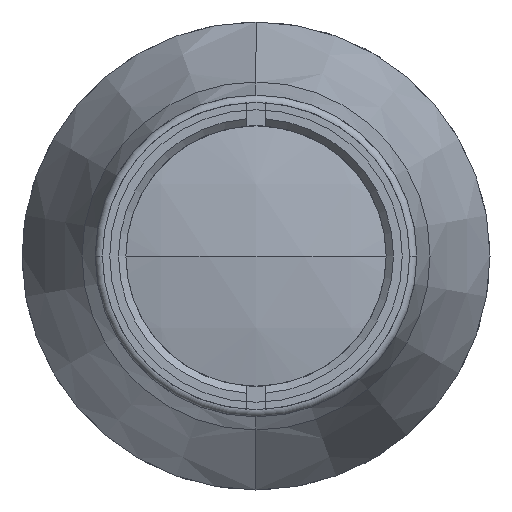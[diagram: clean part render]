
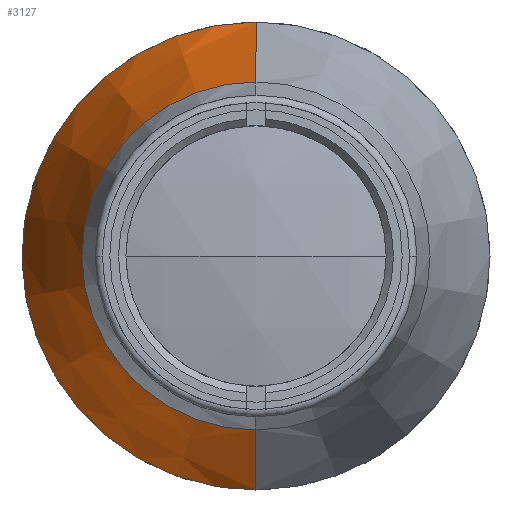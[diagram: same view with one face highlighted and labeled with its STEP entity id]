
A CAD part, left-side view. The second image highlights one B-rep face of the part: STEP entity #3127.
In plain terms, the highlighted conical face has half-angle 20 degrees and reference radius 32 mm.
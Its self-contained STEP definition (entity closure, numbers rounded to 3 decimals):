
#269 = VECTOR ( 'NONE', #3642, 1000. ) ;
#820 = CARTESIAN_POINT ( 'NONE',  ( 93.985, 0., -23.8 ) ) ;
#823 = VECTOR ( 'NONE', #3652, 1000. ) ;
#1066 = LINE ( 'NONE', #1496, #269 ) ;
#1172 = DIRECTION ( 'NONE',  ( 0., 0., 1. ) ) ;
#1188 = EDGE_CURVE ( 'NONE', #1686, #2196, #2274, .T. ) ;
#1197 = CARTESIAN_POINT ( 'NONE',  ( 116.515, 0., 0. ) ) ;
#1238 = CARTESIAN_POINT ( 'NONE',  ( 116.515, 0., 32. ) ) ;
#1316 = LINE ( 'NONE', #3089, #823 ) ;
#1346 = ORIENTED_EDGE ( 'NONE', *, *, #1678, .T. ) ;
#1438 = CARTESIAN_POINT ( 'NONE',  ( 116.515, 0., 0. ) ) ;
#1476 = DIRECTION ( 'NONE',  ( 0., 0., 1. ) ) ;
#1496 = CARTESIAN_POINT ( 'NONE',  ( 116.515, 0., 32. ) ) ;
#1678 = EDGE_CURVE ( 'NONE', #3688, #2436, #2262, .T. ) ;
#1686 = VERTEX_POINT ( 'NONE', #3316 ) ;
#1707 = AXIS2_PLACEMENT_3D ( 'NONE', #1438, #2713, #1476 ) ;
#1903 = ORIENTED_EDGE ( 'NONE', *, *, #3614, .F. ) ;
#2096 = DIRECTION ( 'NONE',  ( -1., 0., 0. ) ) ;
#2196 = VERTEX_POINT ( 'NONE', #820 ) ;
#2262 = CIRCLE ( 'NONE', #1707, 32. ) ;
#2274 = CIRCLE ( 'NONE', #2729, 23.8 ) ;
#2393 = EDGE_LOOP ( 'NONE', ( #3035, #3615, #1346, #1903 ) ) ;
#2436 = VERTEX_POINT ( 'NONE', #3216 ) ;
#2617 = CONICAL_SURFACE ( 'NONE', #3571, 32., 0.349 ) ;
#2713 = DIRECTION ( 'NONE',  ( -1., 0., 0. ) ) ;
#2729 = AXIS2_PLACEMENT_3D ( 'NONE', #3940, #2096, #1172 ) ;
#2734 = DIRECTION ( 'NONE',  ( 0., 0., -1. ) ) ;
#3035 = ORIENTED_EDGE ( 'NONE', *, *, #1188, .F. ) ;
#3089 = CARTESIAN_POINT ( 'NONE',  ( 116.515, 0., -32. ) ) ;
#3115 = EDGE_CURVE ( 'NONE', #1686, #3688, #1066, .T. ) ;
#3127 = ADVANCED_FACE ( 'NONE', ( #3431 ), #2617, .T. ) ;
#3216 = CARTESIAN_POINT ( 'NONE',  ( 116.515, 0., -32. ) ) ;
#3316 = CARTESIAN_POINT ( 'NONE',  ( 93.985, 0., 23.8 ) ) ;
#3431 = FACE_OUTER_BOUND ( 'NONE', #2393, .T. ) ;
#3571 = AXIS2_PLACEMENT_3D ( 'NONE', #1197, #3664, #2734 ) ;
#3614 = EDGE_CURVE ( 'NONE', #2196, #2436, #1316, .T. ) ;
#3615 = ORIENTED_EDGE ( 'NONE', *, *, #3115, .T. ) ;
#3642 = DIRECTION ( 'NONE',  ( 0.94, 0., 0.342 ) ) ;
#3652 = DIRECTION ( 'NONE',  ( 0.94, 0., -0.342 ) ) ;
#3664 = DIRECTION ( 'NONE',  ( 1., 0., 0. ) ) ;
#3688 = VERTEX_POINT ( 'NONE', #1238 ) ;
#3940 = CARTESIAN_POINT ( 'NONE',  ( 93.985, 0., 0. ) ) ;
